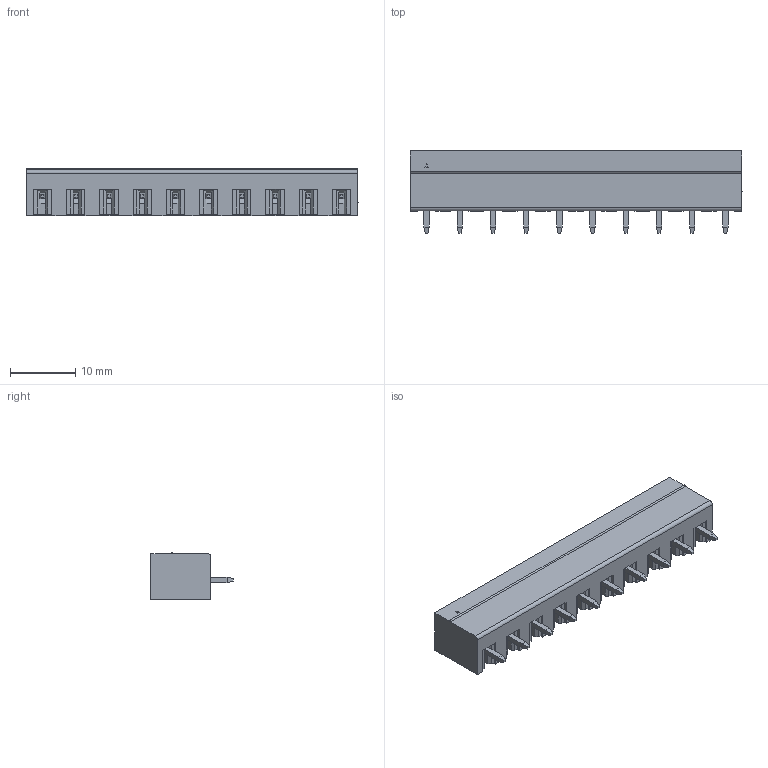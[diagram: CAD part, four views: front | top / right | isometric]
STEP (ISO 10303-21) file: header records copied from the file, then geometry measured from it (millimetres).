
FILE_DESCRIPTION (( 'STEP AP214' ), '1' );
FILE_NAME ('15EDGVC-5.08-10P-14-00AH.STEP', '2021-02-04T21:54:19', ( '' ), ( '' ), 'SwSTEP 2.0', 'SolidWorks 2020', '' );
FILE_SCHEMA (( 'AUTOMOTIVE_DESIGN' ));
Length unit declared in the file: millimetre
Products named in the file (1): 15EDGVC-5.08-10P-14-00AH
Bounding box: 50.8 x 12.6 x 7.2 mm (x, y, z)
Volume: 1968.1 mm3; surface area: 4005.3 mm2
Topology: 1 solids, 1 shells, 1025 faces, 2709 edges, 1746 vertices
Faces by surface type: plane 828, bspline 135, cylinder 32, torus 20, cone 10
Entity records: 43056 total; most frequent: CARTESIAN_POINT 13652, ORIENTED_EDGE 5418, DIRECTION 4315, EDGE_CURVE 2709, VECTOR 2305, LINE 2305, VERTEX_POINT 1746, EDGE_LOOP 1085
